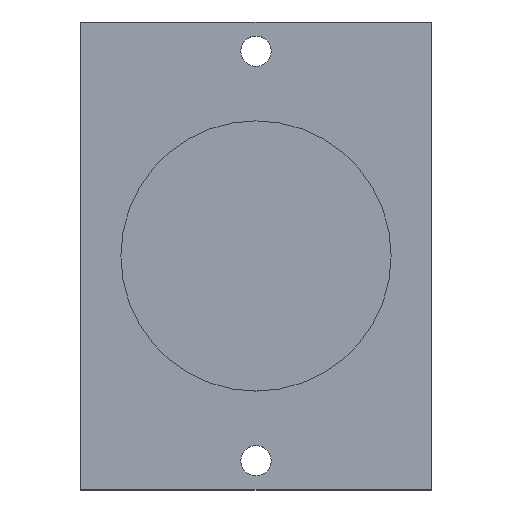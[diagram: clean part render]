
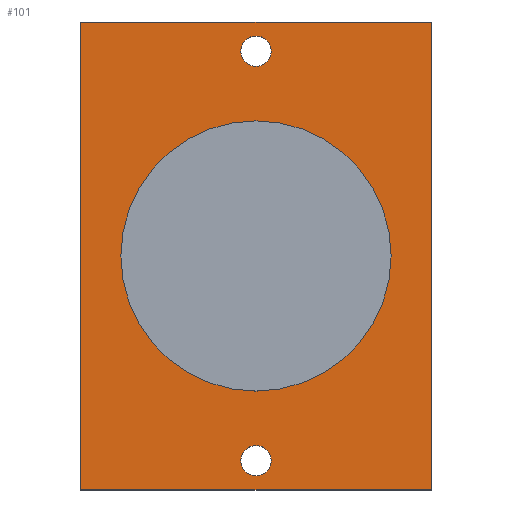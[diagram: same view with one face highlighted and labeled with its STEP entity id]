
A CAD part, top view. The second image highlights one B-rep face of the part: STEP entity #101.
In plain terms, the highlighted planar face has unit normal (0, 0, 1).
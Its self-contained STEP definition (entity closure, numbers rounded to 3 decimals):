
#23 = EDGE_LOOP ( 'NONE', ( #66, #100 ) ) ;
#25 = EDGE_CURVE ( 'NONE', #67, #50, #231, .T. ) ;
#28 = EDGE_CURVE ( 'NONE', #92, #33, #211, .T. ) ;
#30 = ORIENTED_EDGE ( 'NONE', *, *, #58, .T. ) ;
#31 = ORIENTED_EDGE ( 'NONE', *, *, #104, .T. ) ;
#32 = VERTEX_POINT ( 'NONE', #224 ) ;
#33 = VERTEX_POINT ( 'NONE', #254 ) ;
#34 = ORIENTED_EDGE ( 'NONE', *, *, #36, .F. ) ;
#35 = EDGE_LOOP ( 'NONE', ( #34, #59 ) ) ;
#36 = EDGE_CURVE ( 'NONE', #33, #92, #253, .T. ) ;
#50 = VERTEX_POINT ( 'NONE', #226 ) ;
#58 = EDGE_CURVE ( 'NONE', #82, #32, #239, .T. ) ;
#59 = ORIENTED_EDGE ( 'NONE', *, *, #28, .F. ) ;
#61 = ORIENTED_EDGE ( 'NONE', *, *, #25, .F. ) ;
#63 = ORIENTED_EDGE ( 'NONE', *, *, #64, .F. ) ;
#64 = EDGE_CURVE ( 'NONE', #109, #98, #272, .T. ) ;
#65 = EDGE_LOOP ( 'NONE', ( #31, #63, #105, #30 ) ) ;
#66 = ORIENTED_EDGE ( 'NONE', *, *, #99, .F. ) ;
#67 = VERTEX_POINT ( 'NONE', #258 ) ;
#82 = VERTEX_POINT ( 'NONE', #311 ) ;
#92 = VERTEX_POINT ( 'NONE', #297 ) ;
#98 = VERTEX_POINT ( 'NONE', #282 ) ;
#99 = EDGE_CURVE ( 'NONE', #123, #155, #281, .T. ) ;
#100 = ORIENTED_EDGE ( 'NONE', *, *, #122, .F. ) ;
#101 = ADVANCED_FACE ( 'NONE', ( #410, #409, #408, #407 ), #372, .T. ) ;
#104 = EDGE_CURVE ( 'NONE', #32, #98, #400, .T. ) ;
#105 = ORIENTED_EDGE ( 'NONE', *, *, #110, .F. ) ;
#106 = ORIENTED_EDGE ( 'NONE', *, *, #107, .F. ) ;
#107 = EDGE_CURVE ( 'NONE', #50, #67, #414, .T. ) ;
#109 = VERTEX_POINT ( 'NONE', #369 ) ;
#110 = EDGE_CURVE ( 'NONE', #82, #109, #382, .T. ) ;
#111 = EDGE_LOOP ( 'NONE', ( #106, #61 ) ) ;
#122 = EDGE_CURVE ( 'NONE', #155, #123, #393, .T. ) ;
#123 = VERTEX_POINT ( 'NONE', #365 ) ;
#129 = CARTESIAN_POINT ( 'NONE',  ( 0., -87.5, 0. ) ) ;
#130 = DIRECTION ( 'NONE',  ( 0., -1., 0. ) ) ;
#134 = VECTOR ( 'NONE', #130, 1000. ) ;
#155 = VERTEX_POINT ( 'NONE', #336 ) ;
#191 = DIRECTION ( 'NONE',  ( 0., 0., 1. ) ) ;
#192 = DIRECTION ( 'NONE',  ( 1., 0., 0. ) ) ;
#193 = DIRECTION ( 'NONE',  ( 0., 0., 1. ) ) ;
#198 = DIRECTION ( 'NONE',  ( 1., 0., 0. ) ) ;
#204 = DIRECTION ( 'NONE',  ( 1., 0., 0. ) ) ;
#210 = AXIS2_PLACEMENT_3D ( 'NONE', #252, #191, #198 ) ;
#211 = CIRCLE ( 'NONE', #225, 6.5 ) ;
#221 = CARTESIAN_POINT ( 'NONE',  ( 0., 87.5, 0. ) ) ;
#222 = AXIS2_PLACEMENT_3D ( 'NONE', #221, #193, #192 ) ;
#224 = CARTESIAN_POINT ( 'NONE',  ( -75., -100., 0. ) ) ;
#225 = AXIS2_PLACEMENT_3D ( 'NONE', #251, #250, #204 ) ;
#226 = CARTESIAN_POINT ( 'NONE',  ( -57.75, 0., 0. ) ) ;
#231 = CIRCLE ( 'NONE', #210, 57.75 ) ;
#238 = CARTESIAN_POINT ( 'NONE',  ( -75., -194.596, 0. ) ) ;
#239 = LINE ( 'NONE', #238, #134 ) ;
#240 = DIRECTION ( 'NONE',  ( 0., 0., 1. ) ) ;
#250 = DIRECTION ( 'NONE',  ( 0., 0., 1. ) ) ;
#251 = CARTESIAN_POINT ( 'NONE',  ( 0., 87.5, 0. ) ) ;
#252 = CARTESIAN_POINT ( 'NONE',  ( 0., 0., 0. ) ) ;
#253 = CIRCLE ( 'NONE', #222, 6.5 ) ;
#254 = CARTESIAN_POINT ( 'NONE',  ( 6.5, 87.5, 0. ) ) ;
#257 = CARTESIAN_POINT ( 'NONE',  ( 75., -194.596, 0. ) ) ;
#258 = CARTESIAN_POINT ( 'NONE',  ( 57.75, 0., 0. ) ) ;
#259 = VECTOR ( 'NONE', #302, 1000. ) ;
#272 = LINE ( 'NONE', #257, #259 ) ;
#280 = AXIS2_PLACEMENT_3D ( 'NONE', #129, #240, #371 ) ;
#281 = CIRCLE ( 'NONE', #280, 6.5 ) ;
#282 = CARTESIAN_POINT ( 'NONE',  ( 75., -100., 0. ) ) ;
#297 = CARTESIAN_POINT ( 'NONE',  ( -6.5, 87.5, 0. ) ) ;
#302 = DIRECTION ( 'NONE',  ( 0., -1., 0. ) ) ;
#311 = CARTESIAN_POINT ( 'NONE',  ( -75., 100., 0. ) ) ;
#336 = CARTESIAN_POINT ( 'NONE',  ( -6.5, -87.5, 0. ) ) ;
#365 = CARTESIAN_POINT ( 'NONE',  ( 6.5, -87.5, 0. ) ) ;
#366 = DIRECTION ( 'NONE',  ( 1., 0., 0. ) ) ;
#367 = DIRECTION ( 'NONE',  ( 0., 0., 1. ) ) ;
#368 = CARTESIAN_POINT ( 'NONE',  ( 0., -87.5, 0. ) ) ;
#369 = CARTESIAN_POINT ( 'NONE',  ( 75., 100., 0. ) ) ;
#370 = DIRECTION ( 'NONE',  ( 1., 0., 0. ) ) ;
#371 = DIRECTION ( 'NONE',  ( 1., 0., 0. ) ) ;
#372 = PLANE ( 'NONE',  #398 ) ;
#378 = AXIS2_PLACEMENT_3D ( 'NONE', #368, #367, #366 ) ;
#379 = DIRECTION ( 'NONE',  ( 1., 0., 0. ) ) ;
#380 = VECTOR ( 'NONE', #379, 1000. ) ;
#381 = CARTESIAN_POINT ( 'NONE',  ( 0., 100., 0. ) ) ;
#382 = LINE ( 'NONE', #381, #380 ) ;
#383 = DIRECTION ( 'NONE',  ( 1., 0., 0. ) ) ;
#384 = VECTOR ( 'NONE', #383, 1000. ) ;
#393 = CIRCLE ( 'NONE', #378, 6.5 ) ;
#396 = DIRECTION ( 'NONE',  ( 1., 0., 0. ) ) ;
#397 = DIRECTION ( 'NONE',  ( 0., 0., 1. ) ) ;
#398 = AXIS2_PLACEMENT_3D ( 'NONE', #415, #397, #396 ) ;
#399 = CARTESIAN_POINT ( 'NONE',  ( 0., -100., 0. ) ) ;
#400 = LINE ( 'NONE', #399, #384 ) ;
#407 = FACE_BOUND ( 'NONE', #111, .T. ) ;
#408 = FACE_OUTER_BOUND ( 'NONE', #65, .T. ) ;
#409 = FACE_BOUND ( 'NONE', #35, .T. ) ;
#410 = FACE_BOUND ( 'NONE', #23, .T. ) ;
#411 = DIRECTION ( 'NONE',  ( 0., 0., 1. ) ) ;
#412 = CARTESIAN_POINT ( 'NONE',  ( 0., 0., 0. ) ) ;
#413 = AXIS2_PLACEMENT_3D ( 'NONE', #412, #411, #370 ) ;
#414 = CIRCLE ( 'NONE', #413, 57.75 ) ;
#415 = CARTESIAN_POINT ( 'NONE',  ( 0., -194.596, 0. ) ) ;
